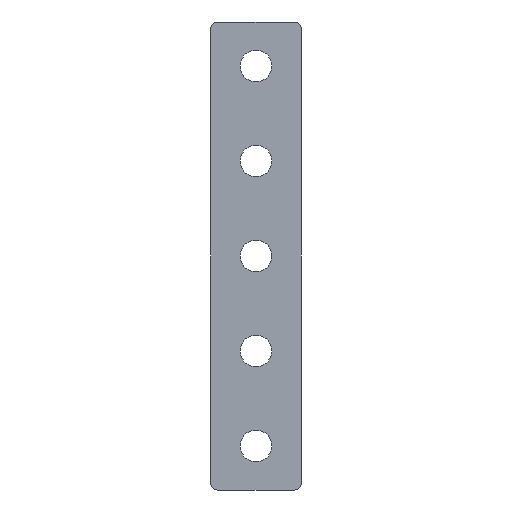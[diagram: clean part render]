
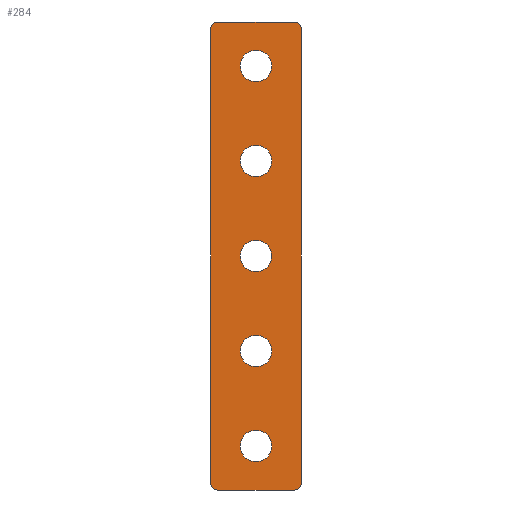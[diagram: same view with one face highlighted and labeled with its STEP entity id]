
A CAD part, front view. The second image highlights one B-rep face of the part: STEP entity #284.
In plain terms, the highlighted planar face has unit normal (0, -1, 0).
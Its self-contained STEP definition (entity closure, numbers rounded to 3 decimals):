
#15=FACE_BOUND('',#48,.T.);
#16=FACE_BOUND('',#49,.T.);
#17=FACE_BOUND('',#50,.T.);
#18=FACE_BOUND('',#51,.T.);
#19=FACE_BOUND('',#52,.T.);
#25=PLANE('',#324);
#32=FACE_OUTER_BOUND('',#47,.T.);
#47=EDGE_LOOP('',(#200,#201,#202,#203,#204,#205,#206,#207));
#48=EDGE_LOOP('',(#208));
#49=EDGE_LOOP('',(#209));
#50=EDGE_LOOP('',(#210));
#51=EDGE_LOOP('',(#211));
#52=EDGE_LOOP('',(#212));
#73=LINE('',#455,#94);
#74=LINE('',#459,#95);
#75=LINE('',#463,#96);
#76=LINE('',#466,#97);
#94=VECTOR('',#366,10.);
#95=VECTOR('',#369,10.);
#96=VECTOR('',#372,10.);
#97=VECTOR('',#375,10.);
#114=CIRCLE('',#323,3.);
#115=CIRCLE('',#325,3.);
#116=CIRCLE('',#326,3.);
#117=CIRCLE('',#327,3.);
#118=CIRCLE('',#328,7.);
#119=CIRCLE('',#329,7.);
#120=CIRCLE('',#330,7.);
#121=CIRCLE('',#331,7.);
#122=CIRCLE('',#332,7.);
#133=VERTEX_POINT('',#448);
#134=VERTEX_POINT('',#450);
#135=VERTEX_POINT('',#454);
#136=VERTEX_POINT('',#456);
#137=VERTEX_POINT('',#458);
#138=VERTEX_POINT('',#460);
#139=VERTEX_POINT('',#462);
#140=VERTEX_POINT('',#464);
#141=VERTEX_POINT('',#467);
#142=VERTEX_POINT('',#469);
#143=VERTEX_POINT('',#471);
#144=VERTEX_POINT('',#473);
#145=VERTEX_POINT('',#475);
#159=EDGE_CURVE('',#133,#134,#114,.T.);
#161=EDGE_CURVE('',#133,#135,#73,.T.);
#162=EDGE_CURVE('',#136,#135,#115,.T.);
#163=EDGE_CURVE('',#136,#137,#74,.T.);
#164=EDGE_CURVE('',#138,#137,#116,.T.);
#165=EDGE_CURVE('',#138,#139,#75,.T.);
#166=EDGE_CURVE('',#140,#139,#117,.T.);
#167=EDGE_CURVE('',#140,#134,#76,.T.);
#168=EDGE_CURVE('',#141,#141,#118,.T.);
#169=EDGE_CURVE('',#142,#142,#119,.T.);
#170=EDGE_CURVE('',#143,#143,#120,.T.);
#171=EDGE_CURVE('',#144,#144,#121,.T.);
#172=EDGE_CURVE('',#145,#145,#122,.T.);
#200=ORIENTED_EDGE('',*,*,#159,.F.);
#201=ORIENTED_EDGE('',*,*,#161,.T.);
#202=ORIENTED_EDGE('',*,*,#162,.F.);
#203=ORIENTED_EDGE('',*,*,#163,.T.);
#204=ORIENTED_EDGE('',*,*,#164,.F.);
#205=ORIENTED_EDGE('',*,*,#165,.T.);
#206=ORIENTED_EDGE('',*,*,#166,.F.);
#207=ORIENTED_EDGE('',*,*,#167,.T.);
#208=ORIENTED_EDGE('',*,*,#168,.T.);
#209=ORIENTED_EDGE('',*,*,#169,.T.);
#210=ORIENTED_EDGE('',*,*,#170,.T.);
#211=ORIENTED_EDGE('',*,*,#171,.T.);
#212=ORIENTED_EDGE('',*,*,#172,.T.);
#284=ADVANCED_FACE('',(#32,#15,#16,#17,#18,#19),#25,.F.);
#323=AXIS2_PLACEMENT_3D('',#451,#361,#362);
#324=AXIS2_PLACEMENT_3D('',#453,#364,#365);
#325=AXIS2_PLACEMENT_3D('',#457,#367,#368);
#326=AXIS2_PLACEMENT_3D('',#461,#370,#371);
#327=AXIS2_PLACEMENT_3D('',#465,#373,#374);
#328=AXIS2_PLACEMENT_3D('',#468,#376,#377);
#329=AXIS2_PLACEMENT_3D('',#470,#378,#379);
#330=AXIS2_PLACEMENT_3D('',#472,#380,#381);
#331=AXIS2_PLACEMENT_3D('',#474,#382,#383);
#332=AXIS2_PLACEMENT_3D('',#476,#384,#385);
#361=DIRECTION('center_axis',(0.,1.,0.));
#362=DIRECTION('ref_axis',(-0.707,0.,-0.707));
#364=DIRECTION('center_axis',(0.,1.,0.));
#365=DIRECTION('ref_axis',(0.,0.,1.));
#366=DIRECTION('',(1.,0.,0.));
#367=DIRECTION('center_axis',(0.,1.,0.));
#368=DIRECTION('ref_axis',(0.707,0.,-0.707));
#369=DIRECTION('',(0.,0.,1.));
#370=DIRECTION('center_axis',(0.,1.,0.));
#371=DIRECTION('ref_axis',(0.707,0.,0.707));
#372=DIRECTION('',(-1.,0.,0.));
#373=DIRECTION('center_axis',(0.,1.,0.));
#374=DIRECTION('ref_axis',(-0.707,0.,0.707));
#375=DIRECTION('',(0.,0.,-1.));
#376=DIRECTION('center_axis',(0.,1.,0.));
#377=DIRECTION('ref_axis',(1.,0.,0.));
#378=DIRECTION('center_axis',(0.,1.,0.));
#379=DIRECTION('ref_axis',(1.,0.,0.));
#380=DIRECTION('center_axis',(0.,1.,0.));
#381=DIRECTION('ref_axis',(1.,0.,0.));
#382=DIRECTION('center_axis',(0.,1.,0.));
#383=DIRECTION('ref_axis',(1.,0.,0.));
#384=DIRECTION('center_axis',(0.,1.,0.));
#385=DIRECTION('ref_axis',(1.,0.,0.));
#448=CARTESIAN_POINT('',(-37.,0.,-207.));
#450=CARTESIAN_POINT('',(-40.,0.,-204.));
#451=CARTESIAN_POINT('Origin',(-37.,0.,-204.));
#453=CARTESIAN_POINT('Origin',(-20.,0.,-103.5));
#454=CARTESIAN_POINT('',(-3.,0.,-207.));
#455=CARTESIAN_POINT('',(-40.,0.,-207.));
#456=CARTESIAN_POINT('',(0.,0.,-204.));
#457=CARTESIAN_POINT('Origin',(-3.,0.,-204.));
#458=CARTESIAN_POINT('',(0.,0.,-3.));
#459=CARTESIAN_POINT('',(0.,0.,-207.));
#460=CARTESIAN_POINT('',(-3.,0.,0.));
#461=CARTESIAN_POINT('Origin',(-3.,0.,-3.));
#462=CARTESIAN_POINT('',(-37.,0.,0.));
#463=CARTESIAN_POINT('',(0.,0.,0.));
#464=CARTESIAN_POINT('',(-40.,0.,-3.));
#465=CARTESIAN_POINT('Origin',(-37.,0.,-3.));
#466=CARTESIAN_POINT('',(-40.,0.,0.));
#467=CARTESIAN_POINT('',(-27.,0.,-187.5));
#468=CARTESIAN_POINT('Origin',(-20.,0.,-187.5));
#469=CARTESIAN_POINT('',(-27.,0.,-145.5));
#470=CARTESIAN_POINT('Origin',(-20.,0.,-145.5));
#471=CARTESIAN_POINT('',(-27.,0.,-103.5));
#472=CARTESIAN_POINT('Origin',(-20.,0.,-103.5));
#473=CARTESIAN_POINT('',(-27.,0.,-61.5));
#474=CARTESIAN_POINT('Origin',(-20.,0.,-61.5));
#475=CARTESIAN_POINT('',(-27.,0.,-19.5));
#476=CARTESIAN_POINT('Origin',(-20.,0.,-19.5));
